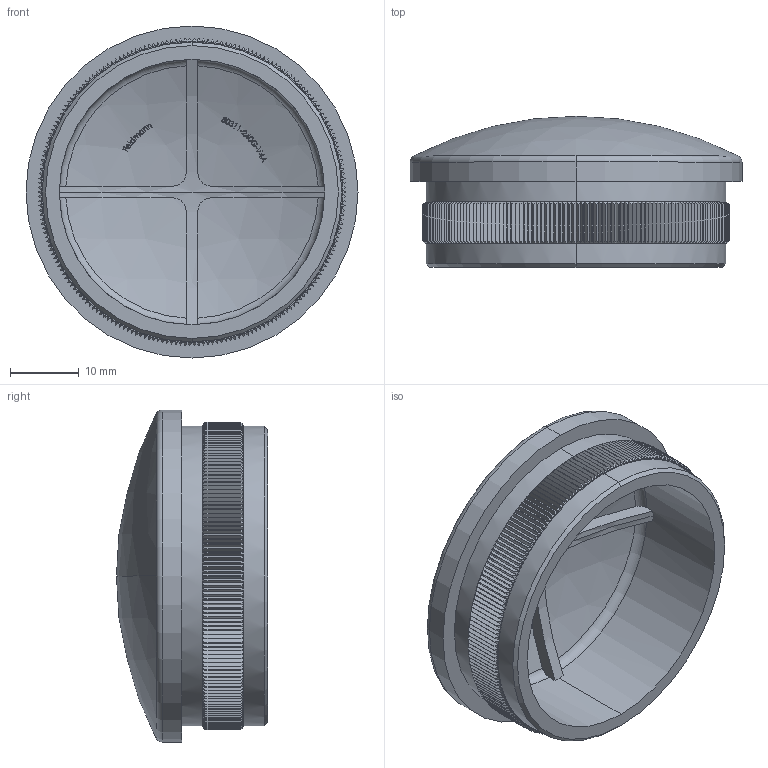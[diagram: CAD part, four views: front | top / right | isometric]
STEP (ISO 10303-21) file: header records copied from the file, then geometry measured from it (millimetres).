
FILE_DESCRIPTION (( 'STEP AP203' ), '1' );
FILE_NAME ('50311-240G.step', '2018-10-25T11:52:20', ( '' ), ( '' ), 'SwSTEP 2.0', 'SolidWorks 2015', '' );
FILE_SCHEMA (( 'CONFIG_CONTROL_DESIGN' ));
Length unit declared in the file: millimetre
Products named in the file (1): 50311-240G
Bounding box: 48.3 x 21.97 x 48.3 mm (x, y, z)
Volume: 11199.8 mm3; surface area: 8904.5 mm2
Topology: 1 solids, 1 shells, 1778 faces, 4386 edges, 2642 vertices
Faces by surface type: plane 987, cone 422, cylinder 222, bspline 103, sphere 38, torus 6
Entity records: 57148 total; most frequent: CARTESIAN_POINT 16441, ORIENTED_EDGE 8772, DIRECTION 8264, EDGE_CURVE 4386, AXIS2_PLACEMENT_3D 3264, VERTEX_POINT 2642, EDGE_LOOP 1810, ADVANCED_FACE 1778
